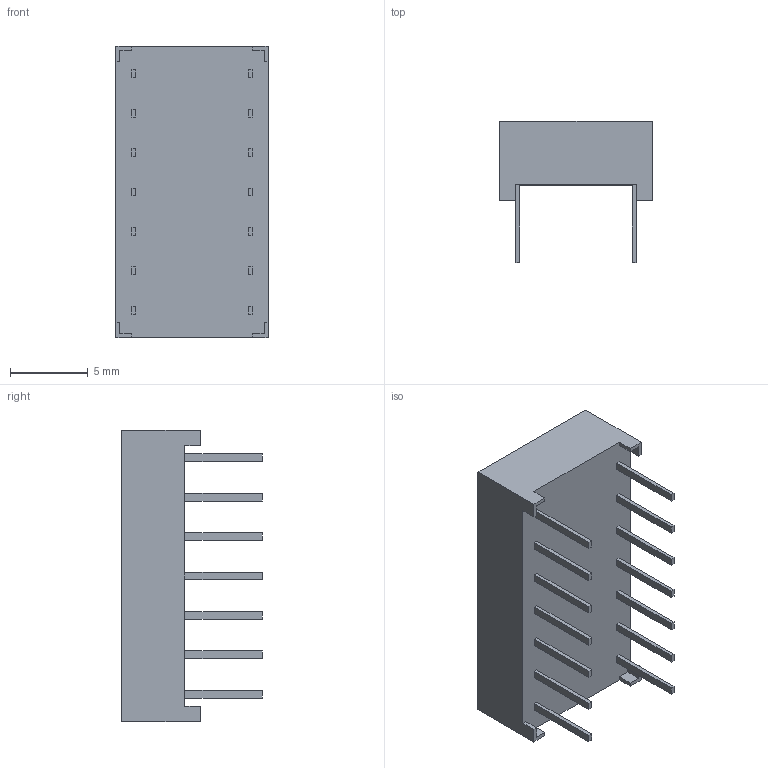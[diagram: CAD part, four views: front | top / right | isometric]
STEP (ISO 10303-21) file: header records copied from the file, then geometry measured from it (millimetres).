
FILE_DESCRIPTION (( 'STEP AP214' ), '1' );
FILE_NAME ('end-el-san Co Ltd-King Bright SA04-11.STEP', '2019-02-06T04:35:39', ( '' ), ( '' ), 'SwSTEP 2.0', 'SolidWorks 2019', '' );
FILE_SCHEMA (( 'AUTOMOTIVE_DESIGN' ));
Length unit declared in the file: millimetre
Products named in the file (1): end-el-san Co Ltd-King Bright SA04-11
Bounding box: 9.8 x 9.08 x 18.75 mm (x, y, z)
Volume: 758.7 mm3; surface area: 725.3 mm2
Topology: 1 solids, 1 shells, 425 faces, 1119 edges, 746 vertices
Faces by surface type: plane 303, bspline 116, cylinder 6
Entity records: 23126 total; most frequent: CARTESIAN_POINT 8675, ORIENTED_EDGE 2238, DIRECTION 1519, EDGE_CURVE 1119, LINE 875, VECTOR 875, VERTEX_POINT 746, EDGE_LOOP 475
